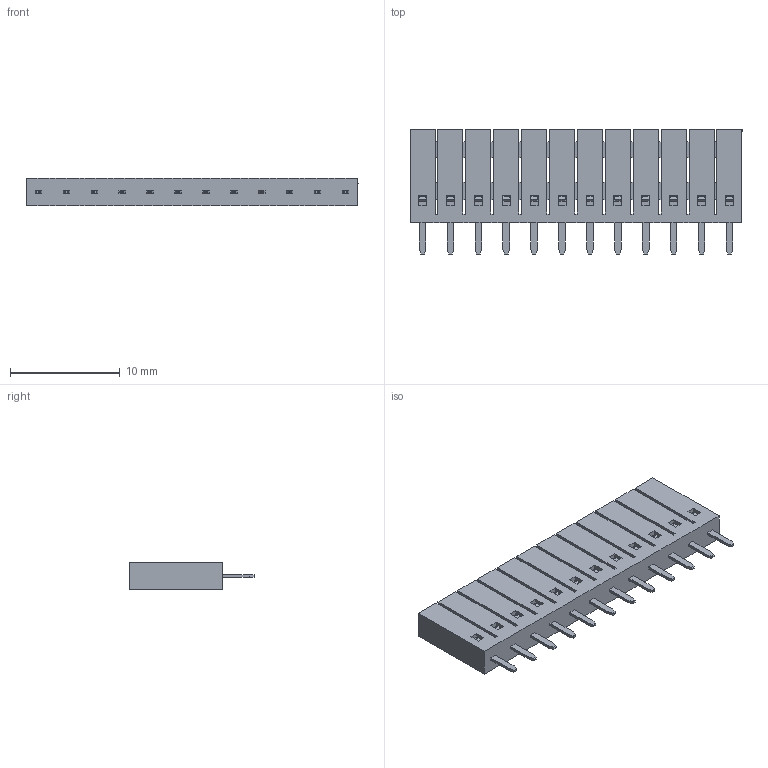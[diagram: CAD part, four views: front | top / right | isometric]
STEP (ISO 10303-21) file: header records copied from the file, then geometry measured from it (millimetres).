
FILE_DESCRIPTION( ('This file contains a STEP AP42 implementation' ,'as created by ZW3D STEP Interface translator.') ,'2;1' );
FILE_NAME( '2185E-1XXSXXDUNX1.stp' ,'23 5 3.193956', (''), ('ZWCAD Software Co.'), 'Version 1.0', 'ZW3D to STEP translator', '' );
FILE_SCHEMA(('AUTOMOTIVE_DESIGN { 1 0 10303 214 1 1 1 1 }'));
Length unit declared in the file: millimetre
Products named in the file (2): 0; 2185E-1
Bounding box: 30.23 x 11.39 x 2.54 mm (x, y, z)
Surface area: 2437.5 mm2 (no closed solid volume)
Topology: 0 solids, 1 shells, 1794 faces, 5474 edges, 3670 vertices
Faces by surface type: plane 1146, cylinder 540, bspline 60, cone 48
Entity records: 73076 total; most frequent: CARTESIAN_POINT 23684, ORIENTED_EDGE 10852, DIRECTION 8783, EDGE_CURVE 5426, VERTEX_POINT 3622, VECTOR 3369, LINE 3369, AXIS2_PLACEMENT_3D 2707
